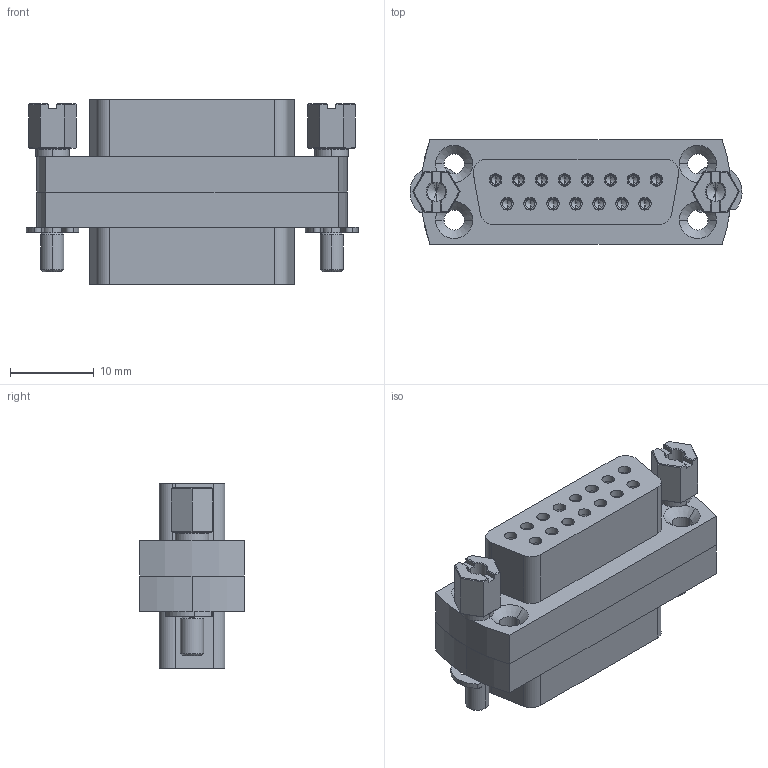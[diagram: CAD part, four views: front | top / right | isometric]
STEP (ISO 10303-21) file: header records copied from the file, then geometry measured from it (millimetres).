
FILE_DESCRIPTION (( 'STEP AP214' ), '1' );
FILE_NAME ('211-D15-GA-PK.STEP', '2014-06-10T08:14:29', ( 'allectra' ), ( 'Microsoft' ), 'SwSTEP 2.0', 'SolidWorks 2014', '' );
FILE_SCHEMA (( 'AUTOMOTIVE_DESIGN' ));
Length unit declared in the file: millimetre
Products named in the file (5): 9211-GA-SCR_without back plate; 9211-FSX-PK-FP_9211-FS15-PK-FP; 211-D15-GA-PK; Lock washer DIN 6799 - 2.3_Lock washer DIN 6799 - 2.3; 9212-PINF-GA
Assembly tree (21 placements, depth 2):
  211-D15-GA-PK
    9211-FSX-PK-FP_9211-FS15-PK-FP  x2
    9211-GA-SCR_without back plate  x2
    9212-PINF-GA  x15
    Lock washer DIN 6799 - 2.3_Lock washer DIN 6799 - 2.3  x2
Bounding box: 39.58 x 12.5 x 22 mm (x, y, z)
Volume: 5813.8 mm3; surface area: 8799.1 mm2
Topology: 21 solids, 21 shells, 1240 faces, 3116 edges, 1914 vertices
Faces by surface type: cylinder 434, plane 406, cone 400
Entity records: 10022 total; most frequent: DIRECTION 1846, CARTESIAN_POINT 1715, ORIENTED_EDGE 1566, EDGE_CURVE 783, AXIS2_PLACEMENT_3D 733, VERTEX_POINT 476, EDGE_LOOP 397, VECTOR 380
